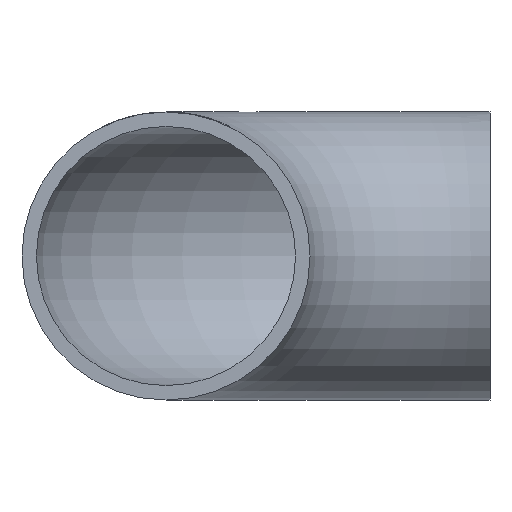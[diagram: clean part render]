
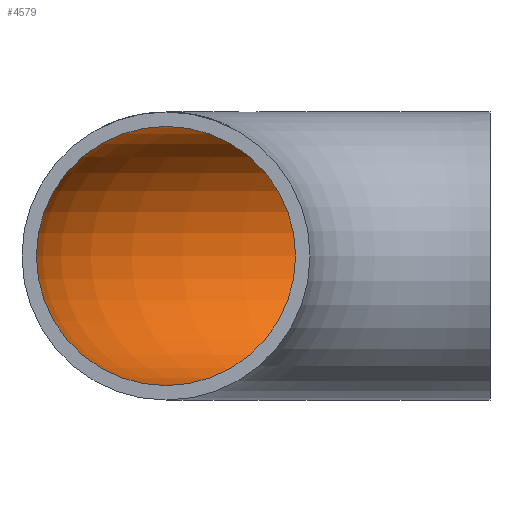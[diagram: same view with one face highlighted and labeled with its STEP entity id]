
A CAD part, front view. The second image highlights one B-rep face of the part: STEP entity #4579.
In plain terms, the highlighted toroidal (fillet/blend) face has major radius 45 mm and minor radius 18 mm.
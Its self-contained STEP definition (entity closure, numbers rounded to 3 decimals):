
#676 = ORIENTED_EDGE ( 'NONE', *, *, #1508, .T. ) ;
#795 = DIRECTION ( 'NONE',  ( 1., 0., 0. ) ) ;
#852 = VERTEX_POINT ( 'NONE', #4106 ) ;
#1134 = ORIENTED_EDGE ( 'NONE', *, *, #8483, .F. ) ;
#1508 = EDGE_CURVE ( 'NONE', #852, #852, #2271, .T. ) ;
#1518 = DIRECTION ( 'NONE',  ( 0., 0., -1. ) ) ;
#1617 = FACE_OUTER_BOUND ( 'NONE', #4697, .T. ) ;
#2271 = CIRCLE ( 'NONE', #5903, 18. ) ;
#2729 = TOROIDAL_SURFACE ( 'NONE', #8153, 45., 18. ) ;
#2769 = DIRECTION ( 'NONE',  ( 0., 1., 0. ) ) ;
#3360 = AXIS2_PLACEMENT_3D ( 'NONE', #3845, #8513, #8484 ) ;
#3449 = CARTESIAN_POINT ( 'NONE',  ( 0., 0., 0. ) ) ;
#3719 = CIRCLE ( 'NONE', #3360, 18. ) ;
#3820 = VERTEX_POINT ( 'NONE', #8020 ) ;
#3845 = CARTESIAN_POINT ( 'NONE',  ( -45., 0., 0. ) ) ;
#4106 = CARTESIAN_POINT ( 'NONE',  ( 0., 63., 0. ) ) ;
#4112 = DIRECTION ( 'NONE',  ( -1., 0., 0. ) ) ;
#4579 = ADVANCED_FACE ( 'NONE', ( #1617, #4603 ), #2729, .F. ) ;
#4603 = FACE_OUTER_BOUND ( 'NONE', #4934, .T. ) ;
#4697 = EDGE_LOOP ( 'NONE', ( #676 ) ) ;
#4934 = EDGE_LOOP ( 'NONE', ( #1134 ) ) ;
#5903 = AXIS2_PLACEMENT_3D ( 'NONE', #6114, #795, #2769 ) ;
#6114 = CARTESIAN_POINT ( 'NONE',  ( 0., 45., 0. ) ) ;
#8020 = CARTESIAN_POINT ( 'NONE',  ( -45., 0., 18. ) ) ;
#8153 = AXIS2_PLACEMENT_3D ( 'NONE', #3449, #1518, #4112 ) ;
#8483 = EDGE_CURVE ( 'NONE', #3820, #3820, #3719, .T. ) ;
#8484 = DIRECTION ( 'NONE',  ( 0., 0., 1. ) ) ;
#8513 = DIRECTION ( 'NONE',  ( 0., 1., 0. ) ) ;
